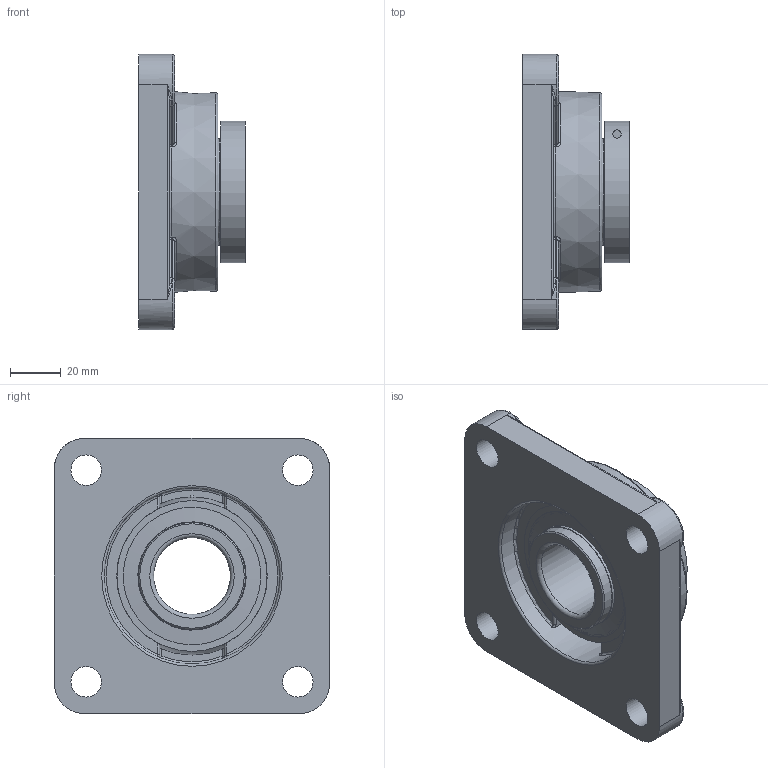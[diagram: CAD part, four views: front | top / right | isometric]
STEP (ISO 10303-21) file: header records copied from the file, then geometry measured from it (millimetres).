
FILE_DESCRIPTION(('HOOPS Exchange Step'),'2;1');
FILE_NAME('export-F22C691B-2D9F-4905-AEF1-7F4B9BB53B87.stp','2020-05-28T13:58:44-07:00',('dkerr'),('Alibre'),'HOOPS Exchange 2020.0','Alibre','Unknown authorisation');
FILE_SCHEMA( ('AP242_MANAGED_MODEL_BASED_3D_ENGINEERING_MIM_LF {1 0 10303 442 1 1 4 }') );
Length unit declared in the file: inch
Products named in the file (8): MRN SFM L4L 206; MRN SUE 206-19 L4L (1.1875) (Race); MRN SUE 206 L4L (Ball); MRN SUE 206 L4L (Shield); MRN SUE 206 L4L (Lock Ring); MRN SUE 206 L4L (Bolt); MRN SUE 206-19 L4L (1.1875); MRN SUESFM 206-19 L4L (1.1875inch)
Assembly tree (8 placements, depth 3):
  MRN SUESFM 206-19 L4L (1.1875inch)
    MRN SFM L4L 206
    MRN SUE 206-19 L4L (1.1875)
      MRN SUE 206-19 L4L (1.1875) (Race)
      MRN SUE 206 L4L (Ball)
      MRN SUE 206 L4L (Shield)  x2
      MRN SUE 206 L4L (Lock Ring)
      MRN SUE 206 L4L (Bolt)
Bounding box: 41.7 x 108 x 108 mm (x, y, z)
Volume: 177501.3 mm3; surface area: 65354.1 mm2
Topology: 16 solids, 16 shells, 270 faces, 716 edges, 442 vertices
Faces by surface type: plane 79, cylinder 75, torus 45, bspline 28, sphere 25, cone 18
Full cylindrical faces by diameter (mm): 3.242 x2, 4 x1, 7 x1, 8.25 x1, 12 x4, 30.162 x1, 42 x4, 42.508 x2, 52 x2, 54 x2, 69.088 x1, 70.35 x1
Entity records: 14024 total; most frequent: CARTESIAN_POINT 7479, DIRECTION 1372, ORIENTED_EDGE 1310, EDGE_CURVE 655, AXIS2_PLACEMENT_3D 581, VERTEX_POINT 428, CIRCLE 322, EDGE_LOOP 289
